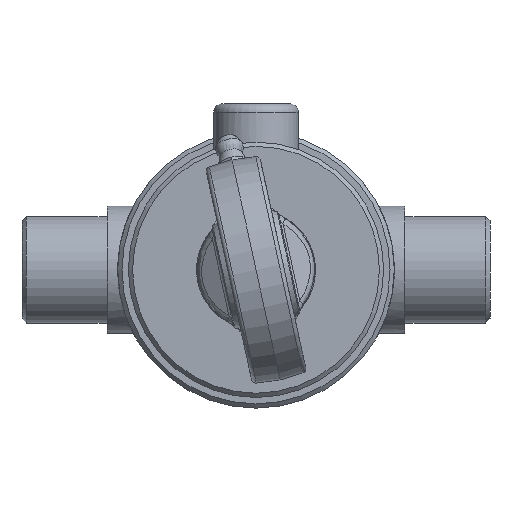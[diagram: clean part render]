
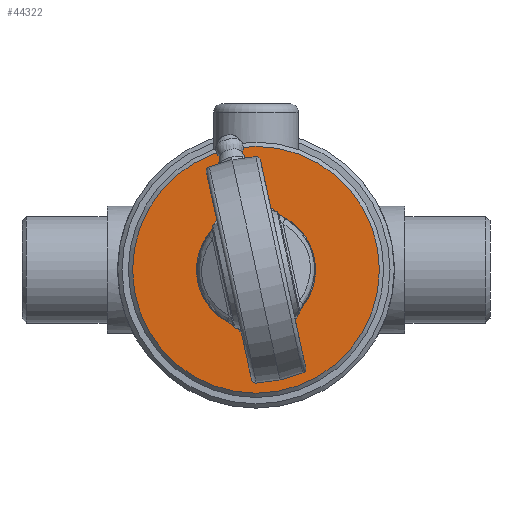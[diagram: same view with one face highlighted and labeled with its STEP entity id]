
A CAD part, front view. The second image highlights one B-rep face of the part: STEP entity #44322.
In plain terms, the highlighted planar face has unit normal (0, -1, 0).
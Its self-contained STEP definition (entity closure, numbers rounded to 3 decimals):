
#44288=CARTESIAN_POINT('',(0.,-244.0,29.));
#44289=VERTEX_POINT('',#44288);
#44290=CARTESIAN_POINT('',(0.0,-244.0,0.));
#44291=DIRECTION('',(0.0,1.0,0.0));
#44292=DIRECTION('',(0.0,0.0,-1.0));
#44293=AXIS2_PLACEMENT_3D('',#44290,#44291,#44292);
#44294=CIRCLE('',#44293,29.);
#44295=EDGE_CURVE('',#44289,#44289,#44294,.T.);
#44303=CARTESIAN_POINT('',(0.0,-244.0,22.));
#44304=DIRECTION('',(0.0,-1.0,0.0));
#44305=DIRECTION('',(0.0,0.0,-1.0));
#44306=AXIS2_PLACEMENT_3D('',#44303,#44304,#44305);
#44307=PLANE('',#44306);
#44308=ORIENTED_EDGE('',*,*,#44295,.F.);
#44309=EDGE_LOOP('',(#44308));
#44310=FACE_OUTER_BOUND('',#44309,.T.);
#44311=CARTESIAN_POINT('',(0.0,-244.0,14.));
#44312=VERTEX_POINT('',#44311);
#44313=CARTESIAN_POINT('',(0.0,-244.0,0.));
#44314=DIRECTION('',(0.0,1.0,0.0));
#44315=DIRECTION('',(0.0,0.0,1.0));
#44316=AXIS2_PLACEMENT_3D('',#44313,#44314,#44315);
#44317=CIRCLE('',#44316,14.);
#44318=EDGE_CURVE('',#44312,#44312,#44317,.T.);
#44319=ORIENTED_EDGE('',*,*,#44318,.T.);
#44320=EDGE_LOOP('',(#44319));
#44321=FACE_BOUND('',#44320,.T.);
#44322=ADVANCED_FACE('',(#44310,#44321),#44307,.T.);
